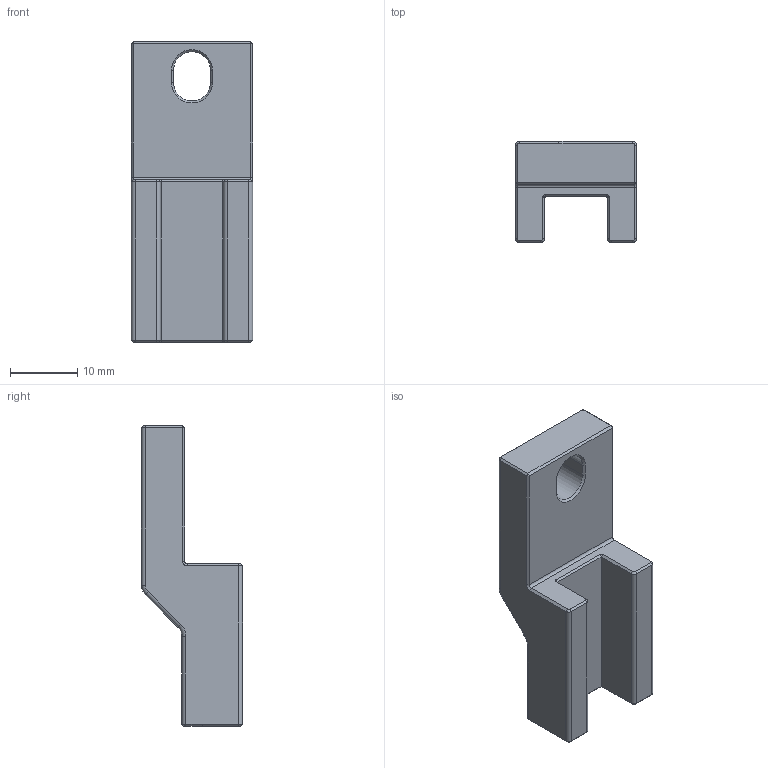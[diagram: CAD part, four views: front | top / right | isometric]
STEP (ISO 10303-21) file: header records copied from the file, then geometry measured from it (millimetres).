
FILE_DESCRIPTION(/* description */ ('STEP AP242','CAx-IF Rec.Pracs.---Representation and Presentation of Product Manufacturing Information (PMI)---4.0---2014-10-13','CAx-IF Rec.Pracs.---3D Tessellated Geometry---0.4---2014-09-14','2;1'),/* implementation_level */ '2;1');
FILE_NAME(/* name */ '661dddef79b42b4f5d97d4c4',/* time_stamp */ '2024-04-16T02:09:51Z',/* author */ (''),/* organization */ (''),/* preprocessor_version */ 'ST-DEVELOPER v20',/* originating_system */ ' ',/* authorisation */ ' ');
FILE_SCHEMA (('AP242_MANAGED_MODEL_BASED_3D_ENGINEERING_MIM_LF { 1 0 10303 442 1 1 4 }'));
Length unit declared in the file: metre
Products named in the file (1): Cut-Extrude7
Bounding box: 18 x 15 x 44.62 mm (x, y, z)
Volume: 5256.2 mm3; surface area: 3038.5 mm2
Topology: 1 solids, 1 shells, 138 faces, 335 edges, 204 vertices
Faces by surface type: plane 95, cone 22, cylinder 17, torus 4
Entity records: 3961 total; most frequent: CARTESIAN_POINT 678, DIRECTION 673, ORIENTED_EDGE 670, EDGE_CURVE 335, LINE 275, VECTOR 275, VERTEX_POINT 204, AXIS2_PLACEMENT_3D 199
